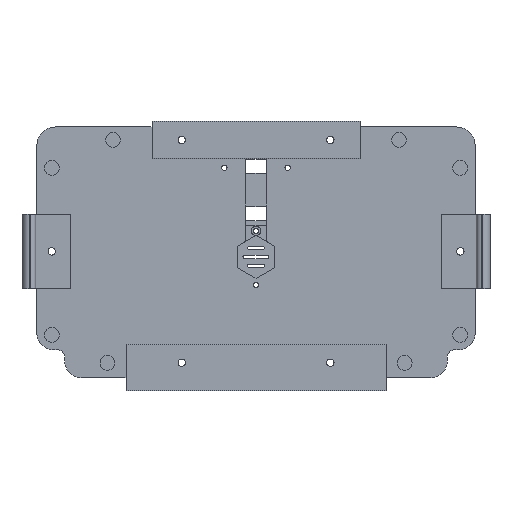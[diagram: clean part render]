
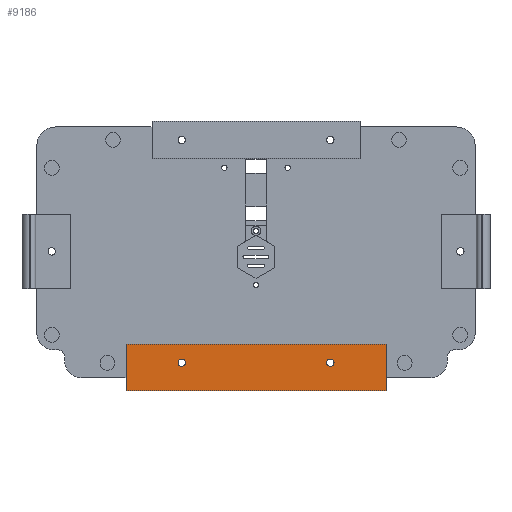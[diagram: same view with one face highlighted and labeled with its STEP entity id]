
A CAD part, top view. The second image highlights one B-rep face of the part: STEP entity #9186.
In plain terms, the highlighted planar face has unit normal (0, 0, 1).
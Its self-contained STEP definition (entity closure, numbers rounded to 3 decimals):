
#43 = PLANE('',#44);
#44 = AXIS2_PLACEMENT_3D('',#45,#46,#47);
#45 = CARTESIAN_POINT('',(-70.,-72.,-5.));
#46 = DIRECTION('',(1.,0.,0.));
#47 = DIRECTION('',(0.,-1.,0.));
#96 = VERTEX_POINT('',#97);
#97 = CARTESIAN_POINT('',(-70.,-72.,5.));
#111 = PLANE('',#112);
#112 = AXIS2_PLACEMENT_3D('',#113,#114,#115);
#113 = CARTESIAN_POINT('',(0.,-72.,2.5));
#114 = DIRECTION('',(-0.,-1.,-0.));
#115 = DIRECTION('',(0.,0.,-1.));
#123 = EDGE_CURVE('',#96,#124,#126,.T.);
#124 = VERTEX_POINT('',#125);
#125 = CARTESIAN_POINT('',(-70.,-47.,5.));
#126 = SURFACE_CURVE('',#127,(#131,#138),.PCURVE_S1.);
#127 = LINE('',#128,#129);
#128 = CARTESIAN_POINT('',(-70.,-72.,5.));
#129 = VECTOR('',#130,1.);
#130 = DIRECTION('',(0.,1.,0.));
#131 = PCURVE('',#43,#132);
#132 = DEFINITIONAL_REPRESENTATION('',(#133),#137);
#133 = LINE('',#134,#135);
#134 = CARTESIAN_POINT('',(0.,-10.));
#135 = VECTOR('',#136,1.);
#136 = DIRECTION('',(-1.,0.));
#137 = ( GEOMETRIC_REPRESENTATION_CONTEXT(2) 
PARAMETRIC_REPRESENTATION_CONTEXT() REPRESENTATION_CONTEXT('2D SPACE',''
  ) );
#138 = PCURVE('',#139,#144);
#139 = PLANE('',#140);
#140 = AXIS2_PLACEMENT_3D('',#141,#142,#143);
#141 = CARTESIAN_POINT('',(0.,-59.5,5.));
#142 = DIRECTION('',(0.,0.,1.));
#143 = DIRECTION('',(1.,0.,-0.));
#144 = DEFINITIONAL_REPRESENTATION('',(#145),#149);
#145 = LINE('',#146,#147);
#146 = CARTESIAN_POINT('',(-70.,-12.5));
#147 = VECTOR('',#148,1.);
#148 = DIRECTION('',(0.,1.));
#149 = ( GEOMETRIC_REPRESENTATION_CONTEXT(2) 
PARAMETRIC_REPRESENTATION_CONTEXT() REPRESENTATION_CONTEXT('2D SPACE',''
  ) );
#167 = PLANE('',#168);
#168 = AXIS2_PLACEMENT_3D('',#169,#170,#171);
#169 = CARTESIAN_POINT('',(0.,-47.,2.5));
#170 = DIRECTION('',(0.,1.,0.));
#171 = DIRECTION('',(0.,0.,1.));
#2917 = PLANE('',#2918);
#2918 = AXIS2_PLACEMENT_3D('',#2919,#2920,#2921);
#2919 = CARTESIAN_POINT('',(70.,-72.,-5.));
#2920 = DIRECTION('',(-1.,0.,0.));
#2921 = DIRECTION('',(0.,1.,0.));
#3908 = VERTEX_POINT('',#3909);
#3909 = CARTESIAN_POINT('',(70.,-72.,5.));
#3930 = EDGE_CURVE('',#3908,#3931,#3933,.T.);
#3931 = VERTEX_POINT('',#3932);
#3932 = CARTESIAN_POINT('',(70.,-47.,5.));
#3933 = SURFACE_CURVE('',#3934,(#3938,#3945),.PCURVE_S1.);
#3934 = LINE('',#3935,#3936);
#3935 = CARTESIAN_POINT('',(70.,-72.,5.));
#3936 = VECTOR('',#3937,1.);
#3937 = DIRECTION('',(0.,1.,0.));
#3938 = PCURVE('',#2917,#3939);
#3939 = DEFINITIONAL_REPRESENTATION('',(#3940),#3944);
#3940 = LINE('',#3941,#3942);
#3941 = CARTESIAN_POINT('',(0.,-10.));
#3942 = VECTOR('',#3943,1.);
#3943 = DIRECTION('',(1.,0.));
#3944 = ( GEOMETRIC_REPRESENTATION_CONTEXT(2) 
PARAMETRIC_REPRESENTATION_CONTEXT() REPRESENTATION_CONTEXT('2D SPACE',''
  ) );
#3945 = PCURVE('',#139,#3946);
#3946 = DEFINITIONAL_REPRESENTATION('',(#3947),#3951);
#3947 = LINE('',#3948,#3949);
#3948 = CARTESIAN_POINT('',(70.,-12.5));
#3949 = VECTOR('',#3950,1.);
#3950 = DIRECTION('',(0.,1.));
#3951 = ( GEOMETRIC_REPRESENTATION_CONTEXT(2) 
PARAMETRIC_REPRESENTATION_CONTEXT() REPRESENTATION_CONTEXT('2D SPACE',''
  ) );
#7264 = CYLINDRICAL_SURFACE('',#7265,2.);
#7265 = AXIS2_PLACEMENT_3D('',#7266,#7267,#7268);
#7266 = CARTESIAN_POINT('',(-40.,-57.,-1.));
#7267 = DIRECTION('',(0.,0.,1.));
#7268 = DIRECTION('',(-1.,-0.,0.));
#7280 = VERTEX_POINT('',#7281);
#7281 = CARTESIAN_POINT('',(-42.,-57.,5.));
#7304 = EDGE_CURVE('',#7280,#7280,#7305,.T.);
#7305 = SURFACE_CURVE('',#7306,(#7311,#7318),.PCURVE_S1.);
#7306 = CIRCLE('',#7307,2.);
#7307 = AXIS2_PLACEMENT_3D('',#7308,#7309,#7310);
#7308 = CARTESIAN_POINT('',(-40.,-57.,5.));
#7309 = DIRECTION('',(0.,0.,-1.));
#7310 = DIRECTION('',(-1.,-0.,-0.));
#7311 = PCURVE('',#7264,#7312);
#7312 = DEFINITIONAL_REPRESENTATION('',(#7313),#7317);
#7313 = LINE('',#7314,#7315);
#7314 = CARTESIAN_POINT('',(-0.,6.));
#7315 = VECTOR('',#7316,1.);
#7316 = DIRECTION('',(-1.,0.));
#7317 = ( GEOMETRIC_REPRESENTATION_CONTEXT(2) 
PARAMETRIC_REPRESENTATION_CONTEXT() REPRESENTATION_CONTEXT('2D SPACE',''
  ) );
#7318 = PCURVE('',#139,#7319);
#7319 = DEFINITIONAL_REPRESENTATION('',(#7320),#7328);
#7320 = ( BOUNDED_CURVE() B_SPLINE_CURVE(2,(#7321,#7322,#7323,#7324,
#7325,#7326,#7327),.UNSPECIFIED.,.F.,.F.) B_SPLINE_CURVE_WITH_KNOTS((1,2
    ,2,2,2,1),(-2.094,0.,2.094,4.189,
6.283,8.378),.UNSPECIFIED.) CURVE() 
GEOMETRIC_REPRESENTATION_ITEM() RATIONAL_B_SPLINE_CURVE((1.,0.5,1.,0.5,
1.,0.5,1.)) REPRESENTATION_ITEM('') );
#7321 = CARTESIAN_POINT('',(-42.,2.5));
#7322 = CARTESIAN_POINT('',(-42.,5.964));
#7323 = CARTESIAN_POINT('',(-39.,4.232));
#7324 = CARTESIAN_POINT('',(-36.,2.5));
#7325 = CARTESIAN_POINT('',(-39.,0.768));
#7326 = CARTESIAN_POINT('',(-42.,-0.964));
#7327 = CARTESIAN_POINT('',(-42.,2.5));
#7328 = ( GEOMETRIC_REPRESENTATION_CONTEXT(2) 
PARAMETRIC_REPRESENTATION_CONTEXT() REPRESENTATION_CONTEXT('2D SPACE',''
  ) );
#7560 = CYLINDRICAL_SURFACE('',#7561,2.);
#7561 = AXIS2_PLACEMENT_3D('',#7562,#7563,#7564);
#7562 = CARTESIAN_POINT('',(40.,-57.,-1.));
#7563 = DIRECTION('',(0.,0.,1.));
#7564 = DIRECTION('',(1.,0.,0.));
#7576 = VERTEX_POINT('',#7577);
#7577 = CARTESIAN_POINT('',(42.,-57.,5.));
#7600 = EDGE_CURVE('',#7576,#7576,#7601,.T.);
#7601 = SURFACE_CURVE('',#7602,(#7607,#7614),.PCURVE_S1.);
#7602 = CIRCLE('',#7603,2.);
#7603 = AXIS2_PLACEMENT_3D('',#7604,#7605,#7606);
#7604 = CARTESIAN_POINT('',(40.,-57.,5.));
#7605 = DIRECTION('',(0.,0.,1.));
#7606 = DIRECTION('',(1.,0.,0.));
#7607 = PCURVE('',#7560,#7608);
#7608 = DEFINITIONAL_REPRESENTATION('',(#7609),#7613);
#7609 = LINE('',#7610,#7611);
#7610 = CARTESIAN_POINT('',(0.,6.));
#7611 = VECTOR('',#7612,1.);
#7612 = DIRECTION('',(1.,0.));
#7613 = ( GEOMETRIC_REPRESENTATION_CONTEXT(2) 
PARAMETRIC_REPRESENTATION_CONTEXT() REPRESENTATION_CONTEXT('2D SPACE',''
  ) );
#7614 = PCURVE('',#139,#7615);
#7615 = DEFINITIONAL_REPRESENTATION('',(#7616),#7620);
#7616 = CIRCLE('',#7617,2.);
#7617 = AXIS2_PLACEMENT_2D('',#7618,#7619);
#7618 = CARTESIAN_POINT('',(40.,2.5));
#7619 = DIRECTION('',(1.,0.));
#7620 = ( GEOMETRIC_REPRESENTATION_CONTEXT(2) 
PARAMETRIC_REPRESENTATION_CONTEXT() REPRESENTATION_CONTEXT('2D SPACE',''
  ) );
#9186 = ADVANCED_FACE('',(#9187,#9233,#9236),#139,.T.);
#9187 = FACE_BOUND('',#9188,.T.);
#9188 = EDGE_LOOP('',(#9189,#9210,#9211,#9232));
#9189 = ORIENTED_EDGE('',*,*,#9190,.F.);
#9190 = EDGE_CURVE('',#3908,#96,#9191,.T.);
#9191 = SURFACE_CURVE('',#9192,(#9196,#9203),.PCURVE_S1.);
#9192 = LINE('',#9193,#9194);
#9193 = CARTESIAN_POINT('',(0.,-72.,5.));
#9194 = VECTOR('',#9195,1.);
#9195 = DIRECTION('',(-1.,0.,0.));
#9196 = PCURVE('',#139,#9197);
#9197 = DEFINITIONAL_REPRESENTATION('',(#9198),#9202);
#9198 = LINE('',#9199,#9200);
#9199 = CARTESIAN_POINT('',(0.,-12.5));
#9200 = VECTOR('',#9201,1.);
#9201 = DIRECTION('',(-1.,0.));
#9202 = ( GEOMETRIC_REPRESENTATION_CONTEXT(2) 
PARAMETRIC_REPRESENTATION_CONTEXT() REPRESENTATION_CONTEXT('2D SPACE',''
  ) );
#9203 = PCURVE('',#111,#9204);
#9204 = DEFINITIONAL_REPRESENTATION('',(#9205),#9209);
#9205 = LINE('',#9206,#9207);
#9206 = CARTESIAN_POINT('',(-2.5,0.));
#9207 = VECTOR('',#9208,1.);
#9208 = DIRECTION('',(0.,-1.));
#9209 = ( GEOMETRIC_REPRESENTATION_CONTEXT(2) 
PARAMETRIC_REPRESENTATION_CONTEXT() REPRESENTATION_CONTEXT('2D SPACE',''
  ) );
#9210 = ORIENTED_EDGE('',*,*,#3930,.T.);
#9211 = ORIENTED_EDGE('',*,*,#9212,.T.);
#9212 = EDGE_CURVE('',#3931,#124,#9213,.T.);
#9213 = SURFACE_CURVE('',#9214,(#9218,#9225),.PCURVE_S1.);
#9214 = LINE('',#9215,#9216);
#9215 = CARTESIAN_POINT('',(70.,-47.,5.));
#9216 = VECTOR('',#9217,1.);
#9217 = DIRECTION('',(-1.,0.,0.));
#9218 = PCURVE('',#139,#9219);
#9219 = DEFINITIONAL_REPRESENTATION('',(#9220),#9224);
#9220 = LINE('',#9221,#9222);
#9221 = CARTESIAN_POINT('',(70.,12.5));
#9222 = VECTOR('',#9223,1.);
#9223 = DIRECTION('',(-1.,0.));
#9224 = ( GEOMETRIC_REPRESENTATION_CONTEXT(2) 
PARAMETRIC_REPRESENTATION_CONTEXT() REPRESENTATION_CONTEXT('2D SPACE',''
  ) );
#9225 = PCURVE('',#167,#9226);
#9226 = DEFINITIONAL_REPRESENTATION('',(#9227),#9231);
#9227 = LINE('',#9228,#9229);
#9228 = CARTESIAN_POINT('',(2.5,70.));
#9229 = VECTOR('',#9230,1.);
#9230 = DIRECTION('',(0.,-1.));
#9231 = ( GEOMETRIC_REPRESENTATION_CONTEXT(2) 
PARAMETRIC_REPRESENTATION_CONTEXT() REPRESENTATION_CONTEXT('2D SPACE',''
  ) );
#9232 = ORIENTED_EDGE('',*,*,#123,.F.);
#9233 = FACE_BOUND('',#9234,.T.);
#9234 = EDGE_LOOP('',(#9235));
#9235 = ORIENTED_EDGE('',*,*,#7304,.T.);
#9236 = FACE_BOUND('',#9237,.T.);
#9237 = EDGE_LOOP('',(#9238));
#9238 = ORIENTED_EDGE('',*,*,#7600,.F.);
